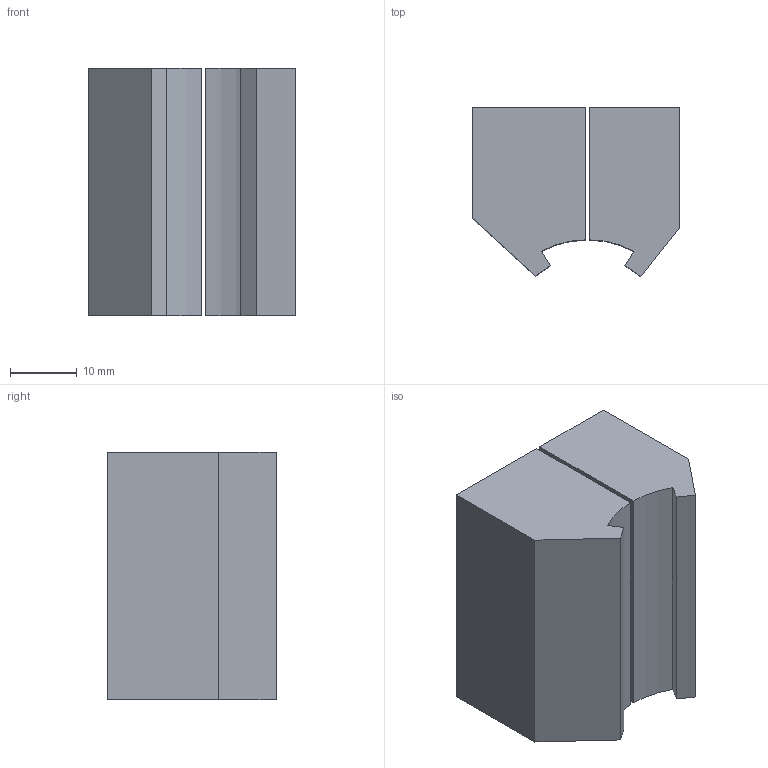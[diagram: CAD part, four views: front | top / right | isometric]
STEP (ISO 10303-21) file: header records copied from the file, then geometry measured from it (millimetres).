
FILE_DESCRIPTION(('STEP AP214'),'1');
FILE_NAME('cctmp_094CAA4F-7CDC-4640-A89B-FECF7949447D_2020_1_17_6_21_38_999..stp','2020-01-17T05:21:39',('Bosch Rexroth AG'),('CADClick - www.CADClick.com'),'Spatial InterOp 3D',' ','unknown authorization - (Healing Option Enabled)');
FILE_SCHEMA(('AUTOMOTIVE_DESIGN'));
Length unit declared in the file: millimetre
Products named in the file (1): 1
Bounding box: 31.11 x 25.35 x 37 mm (x, y, z)
Volume: 23993.4 mm3; surface area: 6908.1 mm2
Topology: 2 solids, 2 shells, 18 faces, 42 edges, 28 vertices
Faces by surface type: plane 16, cylinder 2
Entity records: 690 total; most frequent: CARTESIAN_POINT 90, DIRECTION 86, ORIENTED_EDGE 84, EDGE_CURVE 42, LINE 38, VECTOR 38, VERTEX_POINT 28, AXIS2_PLACEMENT_3D 24
